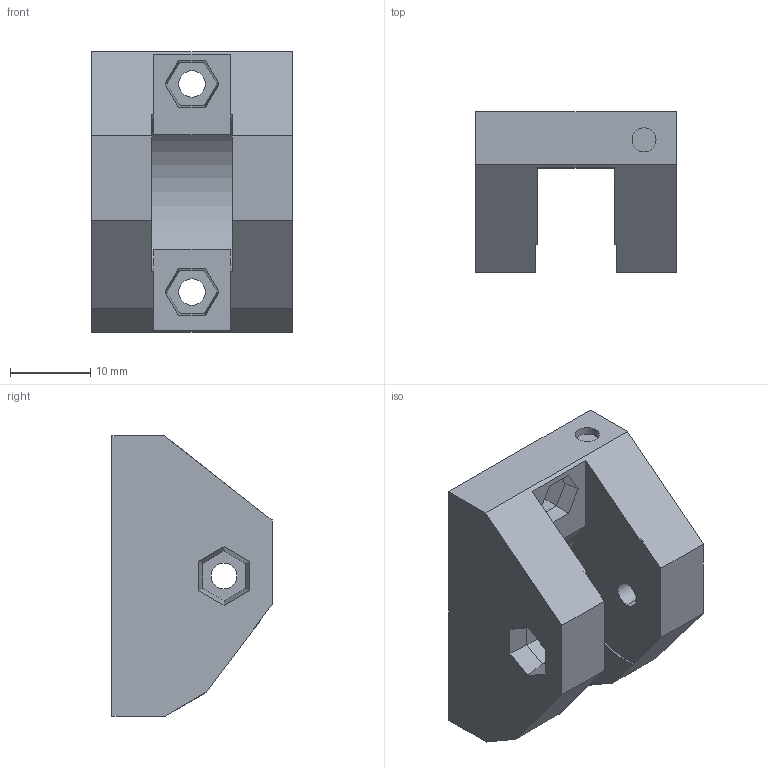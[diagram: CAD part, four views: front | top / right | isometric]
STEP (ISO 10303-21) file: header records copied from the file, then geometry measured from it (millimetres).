
FILE_DESCRIPTION (( 'STEP AP214' ), '1' );
FILE_NAME ('y-belt-idler(R2).STEP', '2018-02-12T21:20:00', ( '' ), ( '' ), 'SwSTEP 2.0', 'SolidWorks 2017', '' );
FILE_SCHEMA (( 'AUTOMOTIVE_DESIGN' ));
Length unit declared in the file: millimetre
Products named in the file (1): y-belt-idler(R2)
Bounding box: 25 x 20 x 35 mm (x, y, z)
Volume: 10052.4 mm3; surface area: 5508.9 mm2
Topology: 11 solids, 11 shells, 175 faces, 413 edges, 268 vertices
Faces by surface type: plane 138, cylinder 17, bspline 16, cone 4
Entity records: 7475 total; most frequent: CARTESIAN_POINT 1809, ORIENTED_EDGE 826, DIRECTION 743, EDGE_CURVE 413, VECTOR 339, LINE 339, VERTEX_POINT 268, AXIS2_PLACEMENT_3D 202
